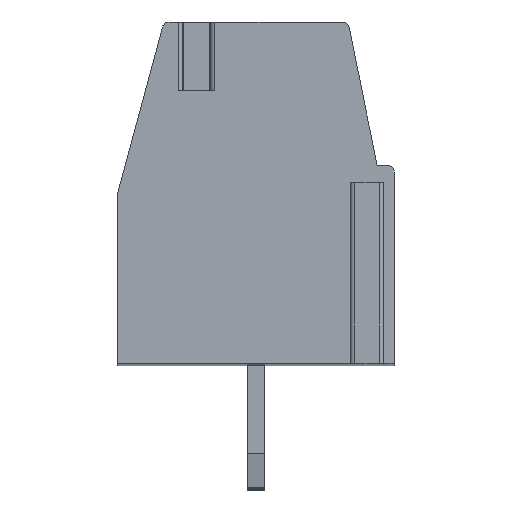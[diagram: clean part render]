
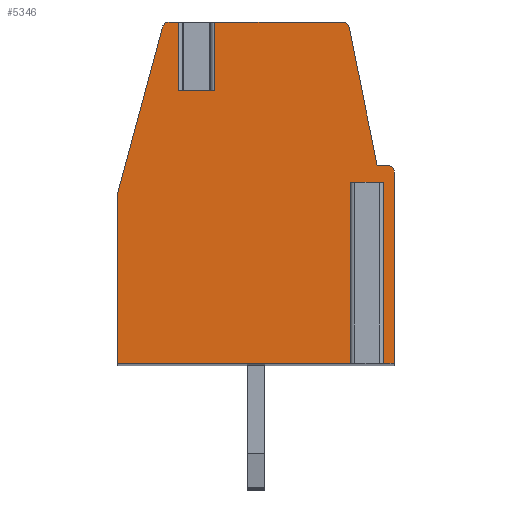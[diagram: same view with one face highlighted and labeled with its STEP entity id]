
A CAD part, top view. The second image highlights one B-rep face of the part: STEP entity #5346.
In plain terms, the highlighted planar face has unit normal (0, 0, 1).
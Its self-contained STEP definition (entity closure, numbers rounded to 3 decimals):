
#264=DIRECTION('',(-1.,0.,0.));
#265=VECTOR('',#264,1.07);
#266=CARTESIAN_POINT('',(-1.21,3.,2.5));
#267=LINE('',#266,#265);
#268=DIRECTION('',(0.,1.,0.));
#269=VECTOR('',#268,2.);
#270=CARTESIAN_POINT('',(-1.21,3.,2.5));
#271=LINE('',#270,#269);
#272=DIRECTION('',(-1.,0.,0.));
#273=VECTOR('',#272,3.746);
#274=CARTESIAN_POINT('',(2.536,5.,2.5));
#275=LINE('',#274,#273);
#276=CARTESIAN_POINT('',(2.536,4.8,2.5));
#277=DIRECTION('',(0.,0.,1.));
#278=DIRECTION('',(0.98,0.198,0.));
#279=AXIS2_PLACEMENT_3D('',#276,#277,#278);
#281=DIRECTION('',(-0.198,0.98,0.));
#282=VECTOR('',#281,4.122);
#283=CARTESIAN_POINT('',(3.55,0.8,2.5));
#284=LINE('',#283,#282);
#285=DIRECTION('',(-1.,0.,0.));
#286=VECTOR('',#285,0.3);
#287=CARTESIAN_POINT('',(3.85,0.8,2.5));
#288=LINE('',#287,#286);
#289=CARTESIAN_POINT('',(3.85,0.6,2.5));
#290=DIRECTION('',(0.,0.,1.));
#291=DIRECTION('',(1.,0.,0.));
#292=AXIS2_PLACEMENT_3D('',#289,#290,#291);
#294=DIRECTION('',(0.,1.,0.));
#295=VECTOR('',#294,5.6);
#296=CARTESIAN_POINT('',(4.05,-5.,2.5));
#297=LINE('',#296,#295);
#298=DIRECTION('',(1.,0.,0.));
#299=VECTOR('',#298,0.495);
#300=CARTESIAN_POINT('',(3.555,-5.,2.5));
#301=LINE('',#300,#299);
#302=DIRECTION('',(0.,1.,0.));
#303=VECTOR('',#302,5.3);
#304=CARTESIAN_POINT('',(3.555,-5.,2.5));
#305=LINE('',#304,#303);
#306=DIRECTION('',(1.,0.,0.));
#307=VECTOR('',#306,0.6);
#308=CARTESIAN_POINT('',(2.955,0.3,2.5));
#309=LINE('',#308,#307);
#310=DIRECTION('',(0.,1.,0.));
#311=VECTOR('',#310,5.3);
#312=CARTESIAN_POINT('',(2.955,-5.,2.5));
#313=LINE('',#312,#311);
#314=DIRECTION('',(1.,0.,0.));
#315=VECTOR('',#314,7.005);
#316=CARTESIAN_POINT('',(-4.05,-5.,2.5));
#317=LINE('',#316,#315);
#318=DIRECTION('',(0.,-1.,0.));
#319=VECTOR('',#318,5.);
#320=CARTESIAN_POINT('',(-4.05,0.,2.5));
#321=LINE('',#320,#319);
#322=DIRECTION('',(-0.261,-0.965,0.));
#323=VECTOR('',#322,5.026);
#324=CARTESIAN_POINT('',(-2.74,4.852,2.5));
#325=LINE('',#324,#323);
#326=CARTESIAN_POINT('',(-2.547,4.8,2.5));
#327=DIRECTION('',(0.,0.,1.));
#328=DIRECTION('',(0.,1.,0.));
#329=AXIS2_PLACEMENT_3D('',#326,#327,#328);
#331=DIRECTION('',(-1.,0.,0.));
#332=VECTOR('',#331,0.267);
#333=CARTESIAN_POINT('',(-2.28,5.,2.5));
#334=LINE('',#333,#332);
#335=DIRECTION('',(0.,1.,0.));
#336=VECTOR('',#335,2.);
#337=CARTESIAN_POINT('',(-2.28,3.,2.5));
#338=LINE('',#337,#336);
#3927=CARTESIAN_POINT('',(4.05,-5.,2.5));
#3928=CARTESIAN_POINT('',(4.05,0.6,2.5));
#3929=VERTEX_POINT('',#3927);
#3930=VERTEX_POINT('',#3928);
#3931=CARTESIAN_POINT('',(3.85,0.8,2.5));
#3932=VERTEX_POINT('',#3931);
#3933=CARTESIAN_POINT('',(3.55,0.8,2.5));
#3934=VERTEX_POINT('',#3933);
#3935=CARTESIAN_POINT('',(2.732,4.84,2.5));
#3936=VERTEX_POINT('',#3935);
#3937=CARTESIAN_POINT('',(2.536,5.,2.5));
#3938=VERTEX_POINT('',#3937);
#3939=CARTESIAN_POINT('',(-2.547,5.,2.5));
#3940=CARTESIAN_POINT('',(-2.74,4.852,2.5));
#3941=VERTEX_POINT('',#3939);
#3942=VERTEX_POINT('',#3940);
#3943=CARTESIAN_POINT('',(-4.05,0.,2.5));
#3944=VERTEX_POINT('',#3943);
#3945=CARTESIAN_POINT('',(-4.05,-5.,2.5));
#3946=VERTEX_POINT('',#3945);
#3963=CARTESIAN_POINT('',(2.955,0.3,2.5));
#3964=CARTESIAN_POINT('',(3.555,0.3,2.5));
#3965=VERTEX_POINT('',#3963);
#3966=VERTEX_POINT('',#3964);
#3967=CARTESIAN_POINT('',(2.955,-5.,2.5));
#3968=VERTEX_POINT('',#3967);
#3969=CARTESIAN_POINT('',(3.555,-5.,2.5));
#3970=VERTEX_POINT('',#3969);
#4039=CARTESIAN_POINT('',(-1.21,3.,2.5));
#4040=CARTESIAN_POINT('',(-2.28,3.,2.5));
#4041=VERTEX_POINT('',#4039);
#4042=VERTEX_POINT('',#4040);
#4043=CARTESIAN_POINT('',(-2.28,5.,2.5));
#4044=VERTEX_POINT('',#4043);
#4045=CARTESIAN_POINT('',(-1.21,5.,2.5));
#4046=VERTEX_POINT('',#4045);
#5306=CARTESIAN_POINT('',(0.,0.,2.5));
#5307=DIRECTION('',(0.,0.,1.));
#5308=DIRECTION('',(1.,0.,0.));
#5309=AXIS2_PLACEMENT_3D('',#5306,#5307,#5308);
#5310=PLANE('',#5309);
#5312=ORIENTED_EDGE('',*,*,#5311,.F.);
#5313=ORIENTED_EDGE('',*,*,#5297,.T.);
#5314=ORIENTED_EDGE('',*,*,#5190,.F.);
#5316=ORIENTED_EDGE('',*,*,#5315,.F.);
#5318=ORIENTED_EDGE('',*,*,#5317,.F.);
#5320=ORIENTED_EDGE('',*,*,#5319,.F.);
#5322=ORIENTED_EDGE('',*,*,#5321,.F.);
#5324=ORIENTED_EDGE('',*,*,#5323,.F.);
#5326=ORIENTED_EDGE('',*,*,#5325,.F.);
#5328=ORIENTED_EDGE('',*,*,#5327,.T.);
#5330=ORIENTED_EDGE('',*,*,#5329,.F.);
#5332=ORIENTED_EDGE('',*,*,#5331,.F.);
#5334=ORIENTED_EDGE('',*,*,#5333,.F.);
#5336=ORIENTED_EDGE('',*,*,#5335,.F.);
#5338=ORIENTED_EDGE('',*,*,#5337,.F.);
#5340=ORIENTED_EDGE('',*,*,#5339,.F.);
#5341=ORIENTED_EDGE('',*,*,#5173,.F.);
#5343=ORIENTED_EDGE('',*,*,#5342,.F.);
#5344=EDGE_LOOP('',(#5312,#5313,#5314,#5316,#5318,#5320,#5322,#5324,#5326,#5328,
#5330,#5332,#5334,#5336,#5338,#5340,#5341,#5343));
#5345=FACE_OUTER_BOUND('',#5344,.F.);
#280=CIRCLE('',#279,0.2);
#293=CIRCLE('',#292,0.2);
#330=CIRCLE('',#329,0.2);
#5173=EDGE_CURVE('',#4044,#3941,#334,.T.);
#5190=EDGE_CURVE('',#3938,#4046,#275,.T.);
#5297=EDGE_CURVE('',#4041,#4046,#271,.T.);
#5311=EDGE_CURVE('',#4041,#4042,#267,.T.);
#5315=EDGE_CURVE('',#3936,#3938,#280,.T.);
#5317=EDGE_CURVE('',#3934,#3936,#284,.T.);
#5319=EDGE_CURVE('',#3932,#3934,#288,.T.);
#5321=EDGE_CURVE('',#3930,#3932,#293,.T.);
#5323=EDGE_CURVE('',#3929,#3930,#297,.T.);
#5325=EDGE_CURVE('',#3970,#3929,#301,.T.);
#5327=EDGE_CURVE('',#3970,#3966,#305,.T.);
#5329=EDGE_CURVE('',#3965,#3966,#309,.T.);
#5331=EDGE_CURVE('',#3968,#3965,#313,.T.);
#5333=EDGE_CURVE('',#3946,#3968,#317,.T.);
#5335=EDGE_CURVE('',#3944,#3946,#321,.T.);
#5337=EDGE_CURVE('',#3942,#3944,#325,.T.);
#5339=EDGE_CURVE('',#3941,#3942,#330,.T.);
#5342=EDGE_CURVE('',#4042,#4044,#338,.T.);
#5346=ADVANCED_FACE('',(#5345),#5310,.T.);
